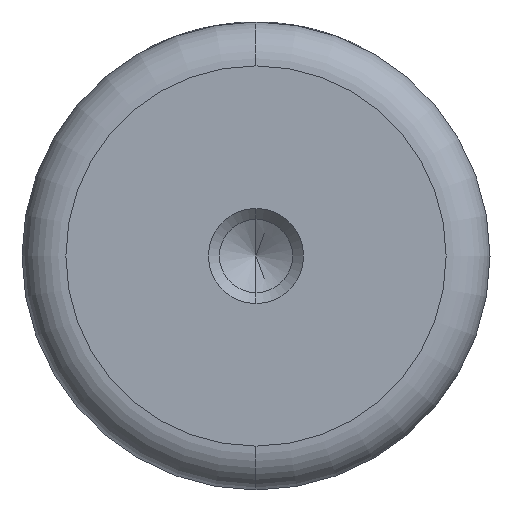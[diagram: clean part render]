
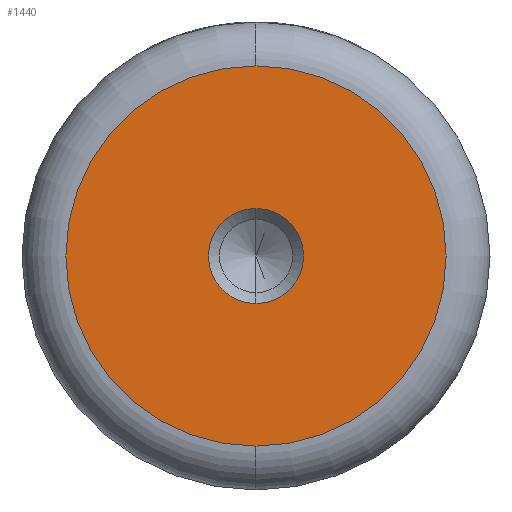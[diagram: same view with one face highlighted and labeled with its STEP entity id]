
A CAD part, left-side view. The second image highlights one B-rep face of the part: STEP entity #1440.
In plain terms, the highlighted planar face has unit normal (-1, 0, 0).
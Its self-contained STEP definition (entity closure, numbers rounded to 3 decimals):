
#3 = CARTESIAN_POINT ( 'NONE',  ( 0., 0., 0. ) ) ;
#46 = DIRECTION ( 'NONE',  ( -1., 0., 0. ) ) ;
#49 = EDGE_CURVE ( 'NONE', #60, #642, #152, .T. ) ;
#60 = VERTEX_POINT ( 'NONE', #997 ) ;
#68 = CARTESIAN_POINT ( 'NONE',  ( 0., 0., 0. ) ) ;
#152 = CIRCLE ( 'NONE', #1328, 3.25 ) ;
#180 = CARTESIAN_POINT ( 'NONE',  ( 0., 0., -3.25 ) ) ;
#188 = AXIS2_PLACEMENT_3D ( 'NONE', #68, #847, #189 ) ;
#189 = DIRECTION ( 'NONE',  ( 0., 0., 1. ) ) ;
#260 = ORIENTED_EDGE ( 'NONE', *, *, #49, .F. ) ;
#339 = CARTESIAN_POINT ( 'NONE',  ( 0., 0., 0. ) ) ;
#362 = EDGE_CURVE ( 'NONE', #765, #1414, #576, .T. ) ;
#402 = ORIENTED_EDGE ( 'NONE', *, *, #966, .T. ) ;
#441 = DIRECTION ( 'NONE',  ( 0., 0., 1. ) ) ;
#452 = CARTESIAN_POINT ( 'NONE',  ( 0., 0., 13. ) ) ;
#454 = DIRECTION ( 'NONE',  ( -1., 0., 0. ) ) ;
#529 = FACE_BOUND ( 'NONE', #969, .T. ) ;
#576 = CIRCLE ( 'NONE', #188, 13. ) ;
#596 = CARTESIAN_POINT ( 'NONE',  ( 0., 0., -13. ) ) ;
#642 = VERTEX_POINT ( 'NONE', #180 ) ;
#718 = CARTESIAN_POINT ( 'NONE',  ( 0., 0., 0. ) ) ;
#765 = VERTEX_POINT ( 'NONE', #596 ) ;
#786 = ORIENTED_EDGE ( 'NONE', *, *, #362, .T. ) ;
#794 = DIRECTION ( 'NONE',  ( 0., 0., 1. ) ) ;
#796 = CIRCLE ( 'NONE', #935, 3.25 ) ;
#812 = FACE_OUTER_BOUND ( 'NONE', #1157, .T. ) ;
#828 = DIRECTION ( 'NONE',  ( 0., 0., 1. ) ) ;
#847 = DIRECTION ( 'NONE',  ( -1., 0., 0. ) ) ;
#935 = AXIS2_PLACEMENT_3D ( 'NONE', #718, #46, #828 ) ;
#966 = EDGE_CURVE ( 'NONE', #1414, #765, #1405, .T. ) ;
#969 = EDGE_LOOP ( 'NONE', ( #260, #1086 ) ) ;
#997 = CARTESIAN_POINT ( 'NONE',  ( 0., 0., 3.25 ) ) ;
#1037 = AXIS2_PLACEMENT_3D ( 'NONE', #339, #1093, #441 ) ;
#1071 = AXIS2_PLACEMENT_3D ( 'NONE', #1108, #454, #1222 ) ;
#1086 = ORIENTED_EDGE ( 'NONE', *, *, #1294, .F. ) ;
#1093 = DIRECTION ( 'NONE',  ( -1., 0., 0. ) ) ;
#1108 = CARTESIAN_POINT ( 'NONE',  ( 0., 0., 0. ) ) ;
#1157 = EDGE_LOOP ( 'NONE', ( #402, #786 ) ) ;
#1217 = PLANE ( 'NONE',  #1071 ) ;
#1222 = DIRECTION ( 'NONE',  ( 0., 0., 1. ) ) ;
#1294 = EDGE_CURVE ( 'NONE', #642, #60, #796, .T. ) ;
#1328 = AXIS2_PLACEMENT_3D ( 'NONE', #3, #1353, #794 ) ;
#1353 = DIRECTION ( 'NONE',  ( -1., 0., 0. ) ) ;
#1405 = CIRCLE ( 'NONE', #1037, 13. ) ;
#1414 = VERTEX_POINT ( 'NONE', #452 ) ;
#1440 = ADVANCED_FACE ( 'NONE', ( #529, #812 ), #1217, .T. ) ;
